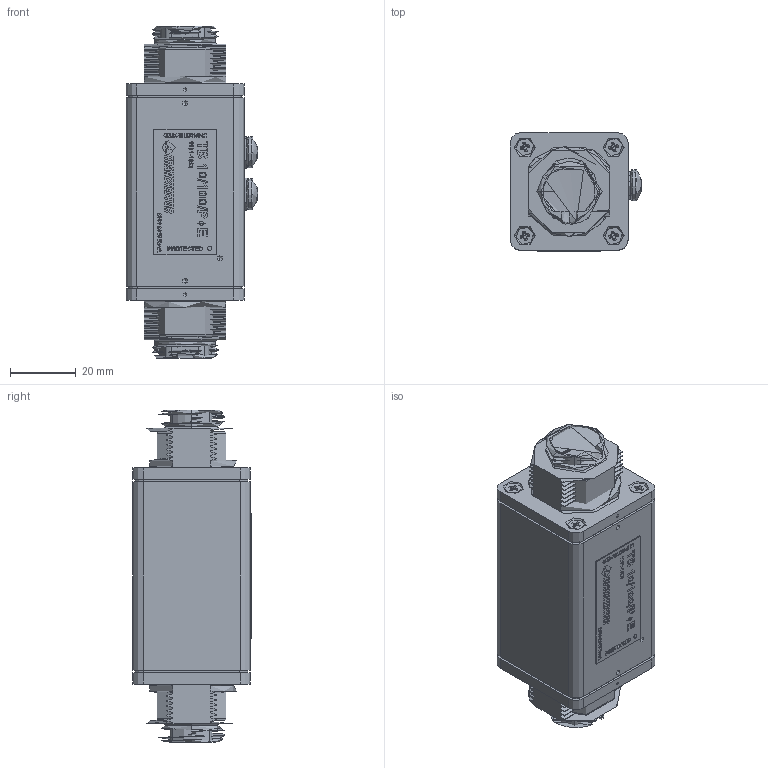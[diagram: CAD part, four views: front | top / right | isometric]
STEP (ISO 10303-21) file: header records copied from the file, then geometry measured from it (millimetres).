
FILE_DESCRIPTION (( 'STEP AP214' ), '1' );
FILE_NAME ('1101-1028-E.STEP', '2019-01-25T18:37:00', ( '' ), ( '' ), 'SwSTEP 2.0', 'SolidWorks 2018', '' );
FILE_SCHEMA (( 'AUTOMOTIVE_DESIGN' ));
Length unit declared in the file: inch
Products named in the file (30): 1101-1028-E; 2102-355; 2200-544; 2001-348; 2001-313_RAW EXTRUSION; 4100-1390; 2102-355_93082A120; 2003-2619; 2001-313; 2102-310; 2500-286; 2250-952; 2102-310_95345A090
Assembly tree (32 placements, depth 3):
  1101-1028-E
    2102-355
    2001-348
    2102-310
    2102-355
    2102-355
    2102-310
    2102-355
    2102-355
    2102-355
    2102-355
    2001-348
    2102-355
  2200-544
  4100-1390
  4100-1390
  2003-2619
Bounding box: 39.95 x 36.07 x 100.91 mm (x, y, z)
Volume: 42592.7 mm3; surface area: 44131.8 mm2
Topology: 21 solids, 21 shells, 3879 faces, 10551 edges, 6956 vertices
Faces by surface type: plane 1752, cylinder 950, bspline 917, cone 236, torus 20, sphere 4
Entity records: 148748 total; most frequent: CARTESIAN_POINT 62586, ORIENTED_EDGE 13812, DIRECTION 9713, EDGE_CURVE 6906, LINE 4691, VECTOR 4691, VERTEX_POINT 4569, EDGE_LOOP 2925
